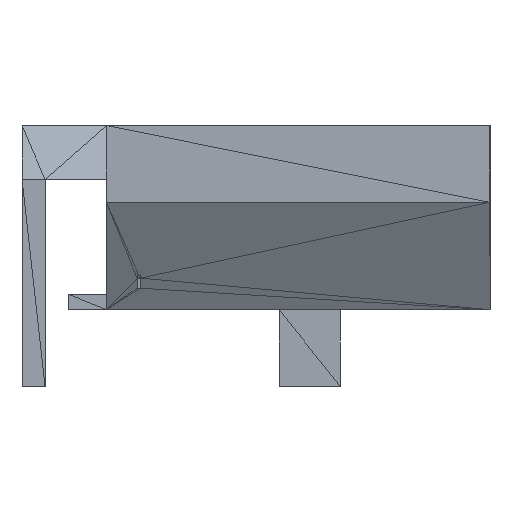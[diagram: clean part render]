
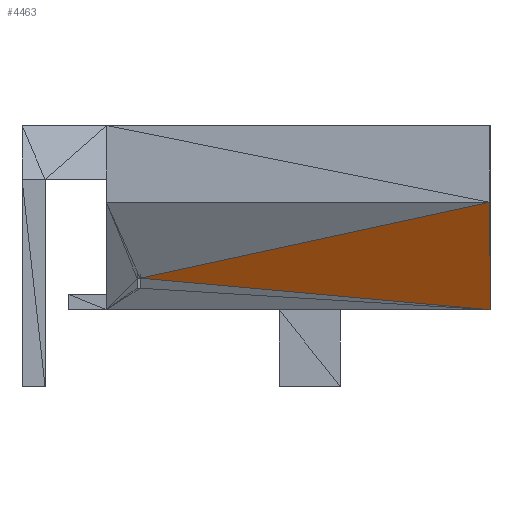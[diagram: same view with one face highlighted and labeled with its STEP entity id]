
A CAD part, left-side view. The second image highlights one B-rep face of the part: STEP entity #4463.
In plain terms, the highlighted planar face has unit normal (-0.855, 0, -0.519).
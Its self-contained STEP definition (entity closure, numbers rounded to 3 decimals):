
#145=FACE_OUTER_BOUND('',#537,.T.);
#537=EDGE_LOOP('',(#3115,#3116,#3117));
#843=LINE('',#6586,#1431);
#1004=LINE('',#6898,#1592);
#1008=LINE('',#6905,#1596);
#1431=VECTOR('',#5209,10.);
#1592=VECTOR('',#5566,10.);
#1596=VECTOR('',#5574,10.);
#1995=VERTEX_POINT('',#6537);
#2008=VERTEX_POINT('',#6577);
#2062=VERTEX_POINT('',#6897);
#2221=EDGE_CURVE('',#1995,#2008,#843,.T.);
#2382=EDGE_CURVE('',#2062,#2008,#1004,.T.);
#2386=EDGE_CURVE('',#2062,#1995,#1008,.T.);
#3115=ORIENTED_EDGE('',*,*,#2386,.F.);
#3116=ORIENTED_EDGE('',*,*,#2382,.T.);
#3117=ORIENTED_EDGE('',*,*,#2221,.F.);
#4071=PLANE('',#4879);
#4463=ADVANCED_FACE('',(#145),#4071,.T.);
#4879=AXIS2_PLACEMENT_3D('',#6904,#5572,#5573);
#5209=DIRECTION('',(0.519,0.,-0.855));
#5566=DIRECTION('',(0.055,-0.994,-0.09));
#5572=DIRECTION('center_axis',(-0.855,0.,-0.519));
#5573=DIRECTION('ref_axis',(-0.519,0.,0.855));
#5574=DIRECTION('',(-0.128,-0.969,0.21));
#6537=CARTESIAN_POINT('',(-3.77,-3.05,1.4));
#6577=CARTESIAN_POINT('',(-2.92,-3.05,0.));
#6586=CARTESIAN_POINT('',(-3.77,-3.05,1.4));
#6897=CARTESIAN_POINT('',(-3.17,1.51,0.412));
#6898=CARTESIAN_POINT('',(-3.17,1.51,0.412));
#6904=CARTESIAN_POINT('Origin',(-2.92,-3.05,0.));
#6905=CARTESIAN_POINT('',(-3.17,1.51,0.412));
